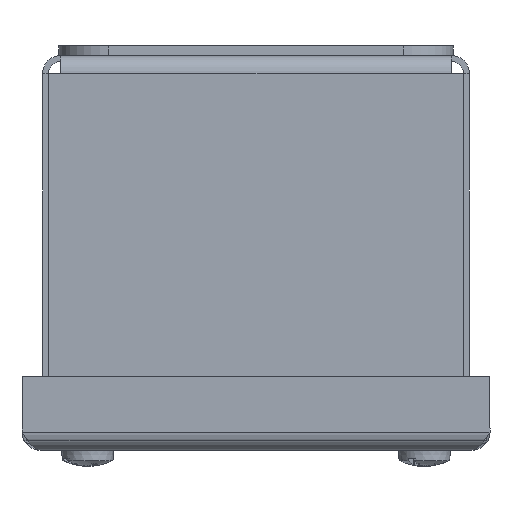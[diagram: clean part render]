
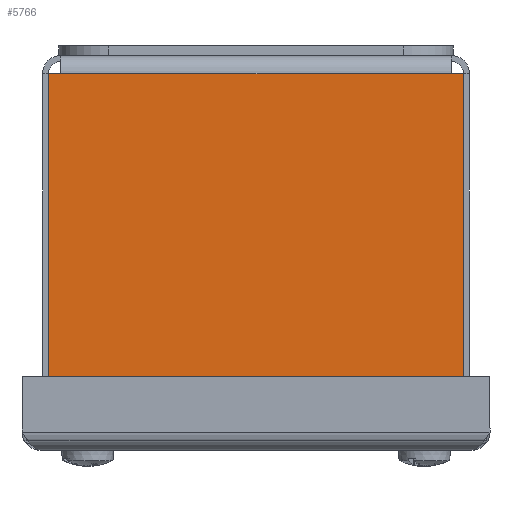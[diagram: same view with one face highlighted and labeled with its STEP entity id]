
A CAD part, front view. The second image highlights one B-rep face of the part: STEP entity #5766.
In plain terms, the highlighted planar face has unit normal (0, -1, 0).
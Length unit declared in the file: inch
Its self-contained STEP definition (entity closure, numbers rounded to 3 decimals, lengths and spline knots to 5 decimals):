
#595=PLANE('',#6199);
#891=FACE_OUTER_BOUND('',#1254,.T.);
#1254=EDGE_LOOP('',(#4887,#4888,#4889,#4890,#4891,#4892,#4893,#4894,#4895,
#4896,#4897,#4898,#4899,#4900));
#1774=LINE('',#9623,#2318);
#1787=LINE('',#9653,#2331);
#1790=LINE('',#9660,#2334);
#1794=LINE('',#9667,#2338);
#1796=LINE('',#9671,#2340);
#1797=LINE('',#9673,#2341);
#1798=LINE('',#9675,#2342);
#1799=LINE('',#9677,#2343);
#1800=LINE('',#9679,#2344);
#1801=LINE('',#9681,#2345);
#1802=LINE('',#9683,#2346);
#1803=LINE('',#9685,#2347);
#1804=LINE('',#9687,#2348);
#1805=LINE('',#9688,#2349);
#2318=VECTOR('',#7390,1.3125);
#2331=VECTOR('',#7427,0.0002);
#2334=VECTOR('',#7432,0.0627);
#2338=VECTOR('',#7438,0.0002);
#2340=VECTOR('',#7442,0.0002);
#2341=VECTOR('',#7443,0.0002);
#2342=VECTOR('',#7444,0.0627);
#2343=VECTOR('',#7445,0.92284);
#2344=VECTOR('',#7446,2.62625);
#2345=VECTOR('',#7447,0.09304);
#2346=VECTOR('',#7448,2.9725);
#2347=VECTOR('',#7449,0.09304);
#2348=VECTOR('',#7450,2.62625);
#2349=VECTOR('',#7451,0.92284);
#2880=VERTEX_POINT('',#9620);
#2881=VERTEX_POINT('',#9622);
#2886=VERTEX_POINT('',#9652);
#2888=VERTEX_POINT('',#9658);
#2889=VERTEX_POINT('',#9659);
#2892=VERTEX_POINT('',#9670);
#2893=VERTEX_POINT('',#9672);
#2894=VERTEX_POINT('',#9674);
#2895=VERTEX_POINT('',#9676);
#2896=VERTEX_POINT('',#9678);
#2897=VERTEX_POINT('',#9680);
#2898=VERTEX_POINT('',#9682);
#2899=VERTEX_POINT('',#9684);
#2900=VERTEX_POINT('',#9686);
#3558=EDGE_CURVE('',#2881,#2880,#1774,.T.);
#3574=EDGE_CURVE('',#2886,#2881,#1787,.T.);
#3577=EDGE_CURVE('',#2888,#2889,#1790,.T.);
#3581=EDGE_CURVE('',#2889,#2886,#1794,.T.);
#3583=EDGE_CURVE('',#2880,#2892,#1796,.T.);
#3584=EDGE_CURVE('',#2892,#2893,#1797,.T.);
#3585=EDGE_CURVE('',#2893,#2894,#1798,.T.);
#3586=EDGE_CURVE('',#2895,#2894,#1799,.T.);
#3587=EDGE_CURVE('',#2896,#2895,#1800,.T.);
#3588=EDGE_CURVE('',#2897,#2896,#1801,.T.);
#3589=EDGE_CURVE('',#2897,#2898,#1802,.T.);
#3590=EDGE_CURVE('',#2899,#2898,#1803,.T.);
#3591=EDGE_CURVE('',#2900,#2899,#1804,.T.);
#3592=EDGE_CURVE('',#2888,#2900,#1805,.T.);
#4887=ORIENTED_EDGE('',*,*,#3577,.T.);
#4888=ORIENTED_EDGE('',*,*,#3581,.T.);
#4889=ORIENTED_EDGE('',*,*,#3574,.T.);
#4890=ORIENTED_EDGE('',*,*,#3558,.T.);
#4891=ORIENTED_EDGE('',*,*,#3583,.T.);
#4892=ORIENTED_EDGE('',*,*,#3584,.T.);
#4893=ORIENTED_EDGE('',*,*,#3585,.T.);
#4894=ORIENTED_EDGE('',*,*,#3586,.F.);
#4895=ORIENTED_EDGE('',*,*,#3587,.F.);
#4896=ORIENTED_EDGE('',*,*,#3588,.F.);
#4897=ORIENTED_EDGE('',*,*,#3589,.T.);
#4898=ORIENTED_EDGE('',*,*,#3590,.F.);
#4899=ORIENTED_EDGE('',*,*,#3591,.F.);
#4900=ORIENTED_EDGE('',*,*,#3592,.F.);
#5766=ADVANCED_FACE('',(#891),#595,.F.);
#6199=AXIS2_PLACEMENT_3D('',#9669,#7440,#7441);
#7390=DIRECTION('',(-1.,0.,0.));
#7427=DIRECTION('',(0.,0.,1.));
#7432=DIRECTION('',(0.,0.,-1.));
#7438=DIRECTION('',(-1.,0.,0.));
#7440=DIRECTION('center_axis',(0.,1.,0.));
#7441=DIRECTION('ref_axis',(1.,0.,0.));
#7442=DIRECTION('',(0.,0.,-1.));
#7443=DIRECTION('',(-1.,0.,0.));
#7444=DIRECTION('',(0.,0.,1.));
#7445=DIRECTION('',(1.,0.,0.));
#7446=DIRECTION('',(0.,0.,1.));
#7447=DIRECTION('',(-1.,0.,0.));
#7448=DIRECTION('',(1.,0.,0.));
#7449=DIRECTION('',(-1.,0.,0.));
#7450=DIRECTION('',(0.,0.,-1.));
#7451=DIRECTION('',(1.,0.,0.));
#9620=CARTESIAN_POINT('',(0.96875,0.,2.7025));
#9622=CARTESIAN_POINT('',(2.28125,0.,2.7025));
#9623=CARTESIAN_POINT('',(1.95313,0.,2.7025));
#9652=CARTESIAN_POINT('',(2.28125,0.,2.7023));
#9653=CARTESIAN_POINT('',(2.28125,0.,2.03552));
#9658=CARTESIAN_POINT('',(2.28145,0.,2.765));
#9659=CARTESIAN_POINT('',(2.28145,0.,2.7023));
#9660=CARTESIAN_POINT('',(2.28145,0.,2.06687));
#9667=CARTESIAN_POINT('',(1.95323,0.,2.7023));
#9669=CARTESIAN_POINT('Origin',(1.625,0.,1.36873));
#9670=CARTESIAN_POINT('',(0.96875,0.,2.7023));
#9671=CARTESIAN_POINT('',(0.96875,0.,2.06687));
#9672=CARTESIAN_POINT('',(0.96855,0.,2.7023));
#9673=CARTESIAN_POINT('',(1.29688,0.,2.7023));
#9674=CARTESIAN_POINT('',(0.96855,0.,2.765));
#9675=CARTESIAN_POINT('',(0.96855,0.,2.03552));
#9676=CARTESIAN_POINT('',(0.04571,0.,2.765));
#9677=CARTESIAN_POINT('',(0.04571,0.,2.765));
#9678=CARTESIAN_POINT('',(0.04571,0.,0.13875));
#9679=CARTESIAN_POINT('',(0.04571,0.,0.13875));
#9680=CARTESIAN_POINT('',(0.13875,0.,0.13875));
#9681=CARTESIAN_POINT('',(0.13875,0.,0.13875));
#9682=CARTESIAN_POINT('',(3.11125,0.,0.13875));
#9683=CARTESIAN_POINT('',(1.625,0.,0.13875));
#9684=CARTESIAN_POINT('',(3.20429,0.,0.13875));
#9685=CARTESIAN_POINT('',(3.11125,0.,0.13875));
#9686=CARTESIAN_POINT('',(3.20429,0.,2.765));
#9687=CARTESIAN_POINT('',(3.20429,0.,0.13875));
#9688=CARTESIAN_POINT('',(0.04571,0.,2.765));
